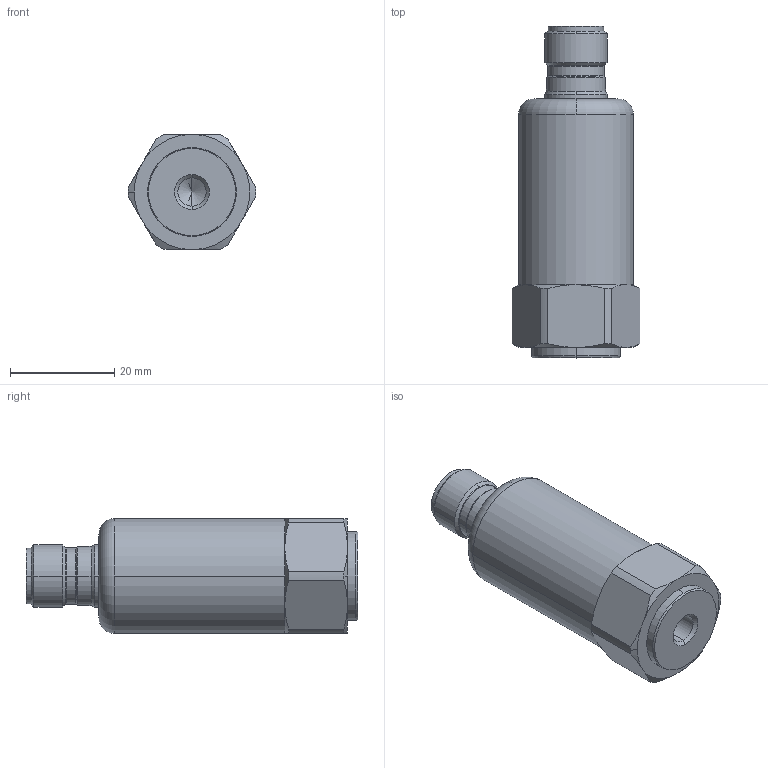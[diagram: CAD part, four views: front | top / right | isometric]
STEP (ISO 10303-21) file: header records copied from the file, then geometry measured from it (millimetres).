
FILE_DESCRIPTION (( 'STEP AP214' ), '1' );
FILE_NAME ('VTC001_3D.STEP', '2022-11-15T19:39:05', ( '' ), ( '' ), 'SwSTEP 2.0', 'SolidWorks 2021', '' );
FILE_SCHEMA (( 'AUTOMOTIVE_DESIGN' ));
Length unit declared in the file: inch
Products named in the file (1): VTC001_3D
Bounding box: 24.5 x 63.55 x 22 mm (x, y, z)
Volume: 19644.3 mm3; surface area: 5161.7 mm2
Topology: 1 solids, 1 shells, 218 faces, 557 edges, 353 vertices
Faces by surface type: plane 62, cylinder 61, cone 54, bspline 25, torus 16
Entity records: 8001 total; most frequent: CARTESIAN_POINT 2770, ORIENTED_EDGE 1110, DIRECTION 1063, EDGE_CURVE 555, AXIS2_PLACEMENT_3D 402, VERTEX_POINT 353, LINE 259, VECTOR 259
